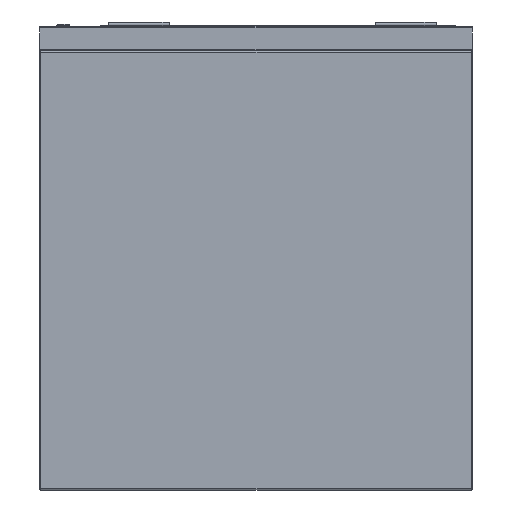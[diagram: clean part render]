
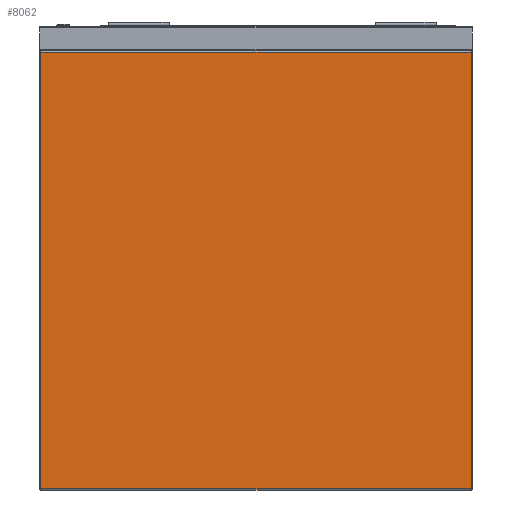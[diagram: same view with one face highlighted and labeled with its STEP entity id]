
A CAD part, left-side view. The second image highlights one B-rep face of the part: STEP entity #8062.
In plain terms, the highlighted planar face has unit normal (-1, 0, 0).
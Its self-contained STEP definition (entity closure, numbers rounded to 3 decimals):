
#492 = CARTESIAN_POINT ( 'NONE',  ( -297.5, -353., -42. ) ) ;
#760 = VECTOR ( 'NONE', #13868, 1000. ) ;
#1116 = VECTOR ( 'NONE', #9247, 1000. ) ;
#1435 = EDGE_CURVE ( 'NONE', #12180, #12822, #6682, .T. ) ;
#1715 = ORIENTED_EDGE ( 'NONE', *, *, #1435, .T. ) ;
#2686 = DIRECTION ( 'NONE',  ( 0., 1., 0. ) ) ;
#3158 = CARTESIAN_POINT ( 'NONE',  ( -297.5, 353., -760. ) ) ;
#3321 = CARTESIAN_POINT ( 'NONE',  ( -297.5, -355., -758. ) ) ;
#3708 = CARTESIAN_POINT ( 'NONE',  ( -297.5, 353., -42. ) ) ;
#3819 = ORIENTED_EDGE ( 'NONE', *, *, #8609, .T. ) ;
#3970 = VERTEX_POINT ( 'NONE', #8765 ) ;
#4550 = DIRECTION ( 'NONE',  ( 0., 0., 1. ) ) ;
#4705 = PLANE ( 'NONE',  #12138 ) ;
#5336 = EDGE_CURVE ( 'NONE', #3970, #13184, #15232, .T. ) ;
#5871 = ORIENTED_EDGE ( 'NONE', *, *, #9707, .T. ) ;
#6682 = LINE ( 'NONE', #3158, #760 ) ;
#6985 = DIRECTION ( 'NONE',  ( 0., 0., 1. ) ) ;
#8062 = ADVANCED_FACE ( 'Fl�che7', ( #8328 ), #4705, .T. ) ;
#8077 = EDGE_LOOP ( 'NONE', ( #12357, #3819, #1715, #5871 ) ) ;
#8249 = DIRECTION ( 'NONE',  ( -1., 0., 0. ) ) ;
#8328 = FACE_OUTER_BOUND ( 'NONE', #8077, .T. ) ;
#8609 = EDGE_CURVE ( 'NONE', #13184, #12180, #13251, .T. ) ;
#8620 = CARTESIAN_POINT ( 'NONE',  ( -297.5, 355., -42. ) ) ;
#8765 = CARTESIAN_POINT ( 'NONE',  ( -297.5, -353., -758. ) ) ;
#9247 = DIRECTION ( 'NONE',  ( 0., -1., 0. ) ) ;
#9476 = VECTOR ( 'NONE', #2686, 1000. ) ;
#9544 = LINE ( 'NONE', #3321, #1116 ) ;
#9707 = EDGE_CURVE ( 'NONE', #12822, #3970, #9544, .T. ) ;
#12138 = AXIS2_PLACEMENT_3D ( 'NONE', #13035, #8249, #4550 ) ;
#12180 = VERTEX_POINT ( 'NONE', #3708 ) ;
#12357 = ORIENTED_EDGE ( 'NONE', *, *, #5336, .T. ) ;
#12623 = VECTOR ( 'NONE', #6985, 1000. ) ;
#12822 = VERTEX_POINT ( 'NONE', #13463 ) ;
#13035 = CARTESIAN_POINT ( 'NONE',  ( -297.5, -355., -760. ) ) ;
#13184 = VERTEX_POINT ( 'NONE', #492 ) ;
#13251 = LINE ( 'NONE', #8620, #9476 ) ;
#13463 = CARTESIAN_POINT ( 'NONE',  ( -297.5, 353., -758. ) ) ;
#13868 = DIRECTION ( 'NONE',  ( 0., 0., -1. ) ) ;
#14934 = CARTESIAN_POINT ( 'NONE',  ( -297.5, -353., -760. ) ) ;
#15232 = LINE ( 'NONE', #14934, #12623 ) ;
